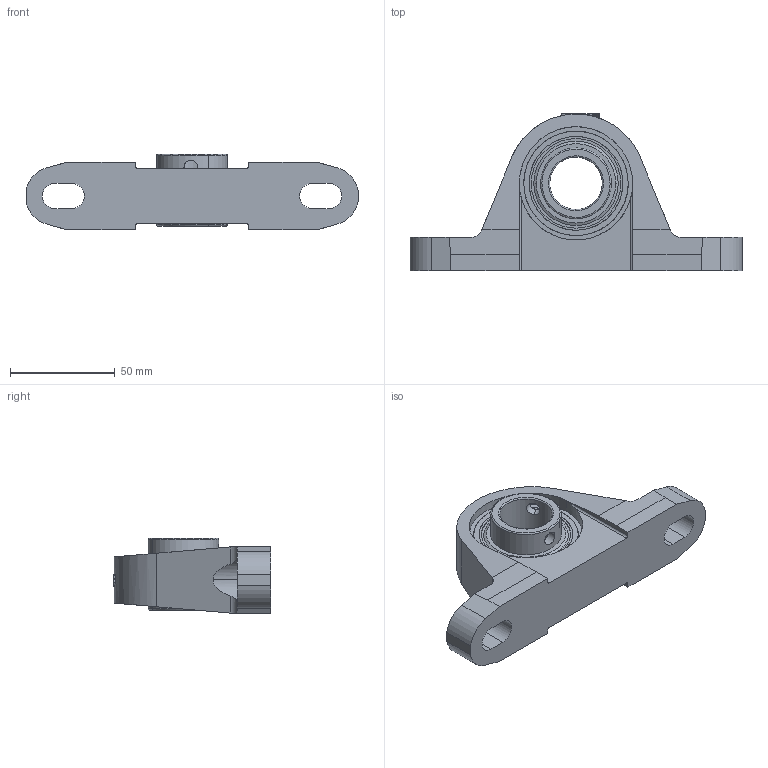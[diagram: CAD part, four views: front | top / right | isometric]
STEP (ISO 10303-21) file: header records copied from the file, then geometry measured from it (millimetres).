
FILE_DESCRIPTION (( 'STEP AP214' ), '1' );
FILE_NAME ('SKF.STEP', '2015-02-10T20:40:00', ( '' ), ( '' ), 'SwSTEP 2.0', 'SolidWorks 2014', '' );
FILE_SCHEMA (( 'AUTOMOTIVE_DESIGN' ));
Length unit declared in the file: millimetre
Products named in the file (5): Y-bearings with grub screws Part INT.; Joint; Y-bearings with grub screws Part EXT.; Y-bearing plummer block units; SKF
Assembly tree (5 placements, depth 2):
  SKF
    Y-bearing plummer block units
    Joint  x2
    Y-bearings with grub screws Part EXT.
    Y-bearings with grub screws Part INT.
Bounding box: 158.15 x 75.2 x 35.8 mm (x, y, z)
Volume: 132378 mm3; surface area: 41619.3 mm2
Topology: 5 solids, 5 shells, 232 faces, 631 edges, 414 vertices
Faces by surface type: bspline 101, cylinder 56, plane 53, torus 14, sphere 4, cone 4
Entity records: 10527 total; most frequent: CARTESIAN_POINT 5437, ORIENTED_EDGE 1194, DIRECTION 726, EDGE_CURVE 597, VERTEX_POINT 392, VECTOR 244, LINE 244, EDGE_LOOP 243
